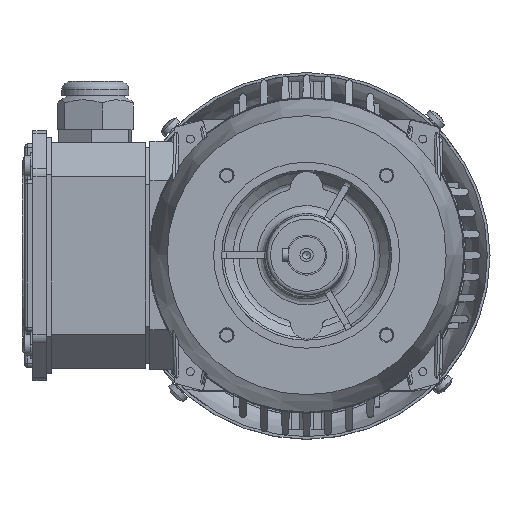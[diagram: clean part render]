
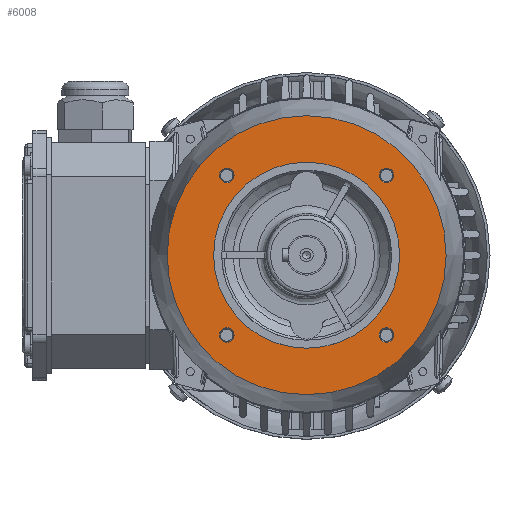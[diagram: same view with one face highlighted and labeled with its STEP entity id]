
A CAD part, top view. The second image highlights one B-rep face of the part: STEP entity #6008.
In plain terms, the highlighted planar face has unit normal (0, 0, 1).
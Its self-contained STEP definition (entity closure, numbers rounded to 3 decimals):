
#2569=FACE_BOUND('',#12915,.T.);
#2570=FACE_BOUND('',#12916,.T.);
#2571=FACE_BOUND('',#12917,.T.);
#2572=FACE_BOUND('',#12918,.T.);
#2573=FACE_BOUND('',#12919,.T.);
#2574=FACE_BOUND('',#12920,.T.);
#3646=CIRCLE('',#52168,52.493);
#3742=CIRCLE('',#52315,35.);
#3743=CIRCLE('',#52316,2.723);
#3744=CIRCLE('',#52317,2.723);
#3745=CIRCLE('',#52318,2.723);
#3746=CIRCLE('',#52319,2.723);
#6008=ADVANCED_FACE('',(#2569,#2570,#2571,#2572,#2573,#2574),#7990,.F.);
#7990=PLANE('',#52320);
#12915=EDGE_LOOP('',(#29432));
#12916=EDGE_LOOP('',(#29433));
#12917=EDGE_LOOP('',(#29434));
#12918=EDGE_LOOP('',(#29435));
#12919=EDGE_LOOP('',(#29436));
#12920=EDGE_LOOP('',(#29437));
#29432=ORIENTED_EDGE('',*,*,#44983,.F.);
#29433=ORIENTED_EDGE('',*,*,#44984,.T.);
#29434=ORIENTED_EDGE('',*,*,#44985,.F.);
#29435=ORIENTED_EDGE('',*,*,#44986,.F.);
#29436=ORIENTED_EDGE('',*,*,#44987,.T.);
#29437=ORIENTED_EDGE('',*,*,#44672,.F.);
#38601=VERTEX_POINT('',#84926);
#38852=VERTEX_POINT('',#86478);
#38853=VERTEX_POINT('',#86480);
#38854=VERTEX_POINT('',#86482);
#38855=VERTEX_POINT('',#86484);
#38856=VERTEX_POINT('',#86486);
#44672=EDGE_CURVE('',#38601,#38601,#3646,.T.);
#44983=EDGE_CURVE('',#38852,#38852,#3742,.T.);
#44984=EDGE_CURVE('',#38853,#38853,#3743,.T.);
#44985=EDGE_CURVE('',#38854,#38854,#3744,.T.);
#44986=EDGE_CURVE('',#38855,#38855,#3745,.T.);
#44987=EDGE_CURVE('',#38856,#38856,#3746,.T.);
#52168=AXIS2_PLACEMENT_3D('',#84925,#60152,#60153);
#52315=AXIS2_PLACEMENT_3D('',#86477,#60532,#60533);
#52316=AXIS2_PLACEMENT_3D('',#86479,#60534,#60535);
#52317=AXIS2_PLACEMENT_3D('',#86481,#60536,#60537);
#52318=AXIS2_PLACEMENT_3D('',#86483,#60538,#60539);
#52319=AXIS2_PLACEMENT_3D('',#86485,#60540,#60541);
#52320=AXIS2_PLACEMENT_3D('',#86487,#60542,#60543);
#60152=DIRECTION('',(0.,0.,-1.));
#60153=DIRECTION('',(1.,0.,0.));
#60532=DIRECTION('',(0.,0.,1.));
#60533=DIRECTION('',(0.,-1.,0.));
#60534=DIRECTION('',(0.,0.,-1.));
#60535=DIRECTION('',(-1.,0.,0.));
#60536=DIRECTION('',(0.,0.,1.));
#60537=DIRECTION('',(1.,0.,0.));
#60538=DIRECTION('',(0.,0.,1.));
#60539=DIRECTION('',(-1.,0.,0.));
#60540=DIRECTION('',(0.,0.,-1.));
#60541=DIRECTION('',(1.,0.,0.));
#60542=DIRECTION('',(0.,0.,-1.));
#60543=DIRECTION('',(-1.,0.,0.));
#84925=CARTESIAN_POINT('',(0.,0.,32.));
#84926=CARTESIAN_POINT('',(52.493,0.,32.));
#86477=CARTESIAN_POINT('',(0.,0.,32.));
#86478=CARTESIAN_POINT('',(0.,-35.,32.));
#86479=CARTESIAN_POINT('',(-30.05,30.05,32.));
#86480=CARTESIAN_POINT('',(-32.773,30.05,32.));
#86481=CARTESIAN_POINT('',(30.05,30.05,32.));
#86482=CARTESIAN_POINT('',(32.773,30.05,32.));
#86483=CARTESIAN_POINT('',(-30.05,-30.05,32.));
#86484=CARTESIAN_POINT('',(-32.773,-30.05,32.));
#86485=CARTESIAN_POINT('',(30.05,-30.05,32.));
#86486=CARTESIAN_POINT('',(32.773,-30.05,32.));
#86487=CARTESIAN_POINT('',(66.705,-66.021,32.));
